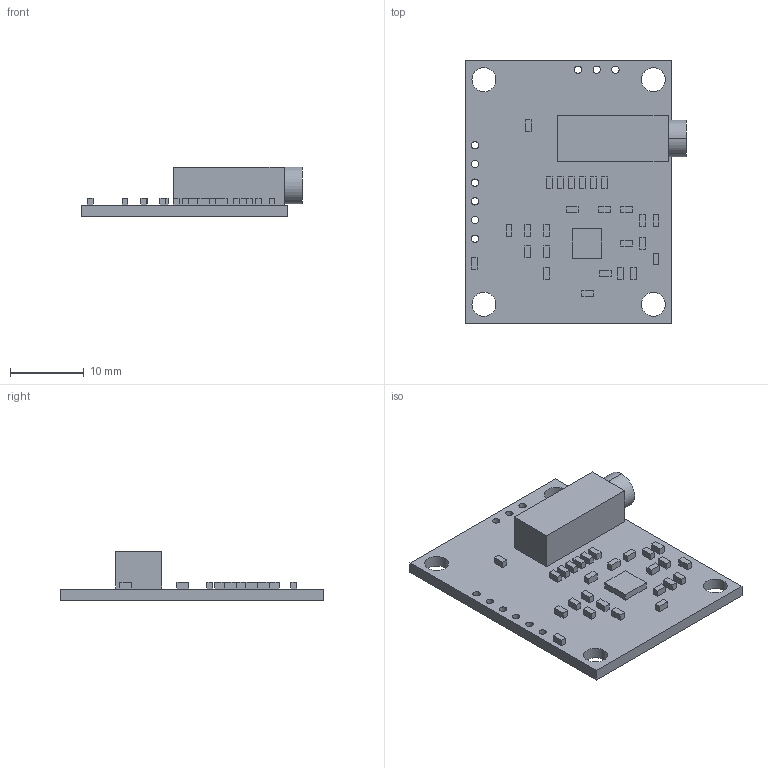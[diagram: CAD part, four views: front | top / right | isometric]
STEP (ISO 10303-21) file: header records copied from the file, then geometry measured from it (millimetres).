
FILE_DESCRIPTION(('FreeCAD Model'),'2;1');
FILE_NAME('Open CASCADE Shape Model','2024-04-05T09:25:38',(''),(''), 'Open CASCADE STEP processor 7.6','FreeCAD','Unknown');
FILE_SCHEMA(('AUTOMOTIVE_DESIGN { 1 0 10303 214 1 1 1 1 }'));
Length unit declared in the file: millimetre
Products named in the file (1): Body
Bounding box: 30 x 35.75 x 6.75 mm (x, y, z)
Volume: 2089.4 mm3; surface area: 2648.5 mm2
Topology: 1 solids, 1 shells, 164 faces, 397 edges, 264 vertices
Faces by surface type: plane 148, cylinder 16
Full cylindrical faces by diameter (mm): 1 x9, 3.25 x4, 3.5 x1
Entity records: 4793 total; most frequent: CARTESIAN_POINT 826, ORIENTED_EDGE 794, DIRECTION 759, EDGE_CURVE 397, LINE 365, VECTOR 365, VERTEX_POINT 264, FACE_BOUND 220
